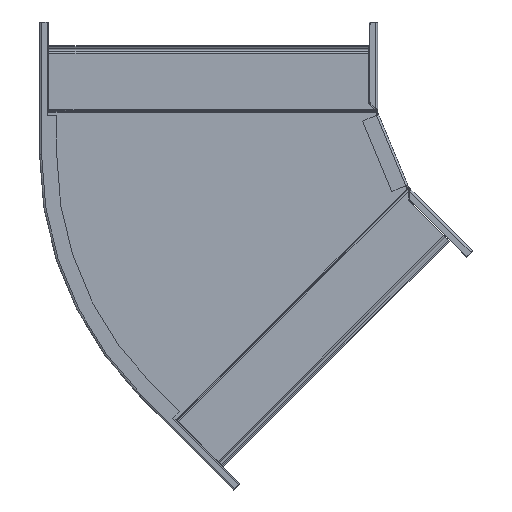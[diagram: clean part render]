
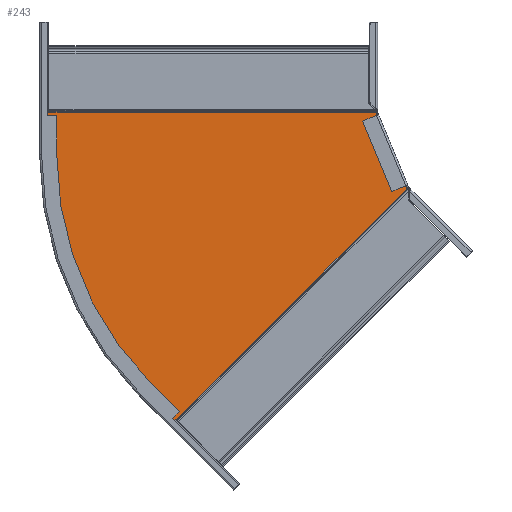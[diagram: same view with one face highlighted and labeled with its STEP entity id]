
A CAD part, front view. The second image highlights one B-rep face of the part: STEP entity #243.
In plain terms, the highlighted planar face has unit normal (0, -1, 0).
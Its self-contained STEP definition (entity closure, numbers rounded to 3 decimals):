
#3 = VERTEX_POINT ( 'NONE', #3059 ) ;
#39 = CIRCLE ( 'NONE', #5043, 298.25 ) ;
#53 = CARTESIAN_POINT ( 'NONE',  ( -188.593, -0.75, -235.16 ) ) ;
#61 = ORIENTED_EDGE ( 'NONE', *, *, #3254, .T. ) ;
#183 = VERTEX_POINT ( 'NONE', #1951 ) ;
#197 = LINE ( 'NONE', #941, #2964 ) ;
#243 = ADVANCED_FACE ( 'NONE', ( #5250 ), #3502, .T. ) ;
#309 = CARTESIAN_POINT ( 'NONE',  ( 18.183, -0.75, -29.339 ) ) ;
#331 = VERTEX_POINT ( 'NONE', #3927 ) ;
#349 = DIRECTION ( 'NONE',  ( 0., 0., -1. ) ) ;
#369 = CARTESIAN_POINT ( 'NONE',  ( -7.889, -0.75, -3.268 ) ) ;
#534 = DIRECTION ( 'NONE',  ( 0.707, 0., -0.707 ) ) ;
#896 = ORIENTED_EDGE ( 'NONE', *, *, #4604, .F. ) ;
#904 = CARTESIAN_POINT ( 'NONE',  ( -13.639, -0.75, 32.928 ) ) ;
#941 = CARTESIAN_POINT ( 'NONE',  ( 13.639, -0.75, -32.928 ) ) ;
#962 = LINE ( 'NONE', #4433, #3938 ) ;
#963 = CARTESIAN_POINT ( 'NONE',  ( -306.139, -0.75, 32.928 ) ) ;
#1159 = VERTEX_POINT ( 'NONE', #1772 ) ;
#1183 = ORIENTED_EDGE ( 'NONE', *, *, #1481, .T. ) ;
#1259 = VERTEX_POINT ( 'NONE', #1540 ) ;
#1266 = CARTESIAN_POINT ( 'NONE',  ( -306.139, -0.75, -3.268 ) ) ;
#1274 = CARTESIAN_POINT ( 'NONE',  ( -7.889, -0.75, -3.268 ) ) ;
#1281 = VECTOR ( 'NONE', #1627, 1000. ) ;
#1365 = EDGE_CURVE ( 'NONE', #3613, #1259, #3274, .T. ) ;
#1481 = EDGE_CURVE ( 'NONE', #1259, #5136, #5576, .T. ) ;
#1510 = EDGE_CURVE ( 'NONE', #331, #3613, #5146, .T. ) ;
#1540 = CARTESIAN_POINT ( 'NONE',  ( -299.639, -0.75, 32.928 ) ) ;
#1556 = ORIENTED_EDGE ( 'NONE', *, *, #1817, .F. ) ;
#1606 = LINE ( 'NONE', #5009, #5294 ) ;
#1627 = DIRECTION ( 'NONE',  ( -1., 0., 0. ) ) ;
#1629 = VERTEX_POINT ( 'NONE', #4444 ) ;
#1681 = DIRECTION ( 'NONE',  ( -0.707, 0., -0.707 ) ) ;
#1686 = CARTESIAN_POINT ( 'NONE',  ( -306.139, -0.75, 32.928 ) ) ;
#1704 = EDGE_CURVE ( 'NONE', #3834, #1159, #5571, .T. ) ;
#1724 = DIRECTION ( 'NONE',  ( 0., 0., 1. ) ) ;
#1756 = VECTOR ( 'NONE', #1724, 1000. ) ;
#1772 = CARTESIAN_POINT ( 'NONE',  ( -193.19, -0.75, -239.756 ) ) ;
#1817 = EDGE_CURVE ( 'NONE', #331, #5175, #4799, .T. ) ;
#1934 = DIRECTION ( 'NONE',  ( -0.707, 0., 0.707 ) ) ;
#1951 = CARTESIAN_POINT ( 'NONE',  ( -218.784, -0.75, -214.162 ) ) ;
#1987 = ORIENTED_EDGE ( 'NONE', *, *, #3531, .F. ) ;
#2019 = VECTOR ( 'NONE', #4214, 1000. ) ;
#2031 = DIRECTION ( 'NONE',  ( 0., -1., 0. ) ) ;
#2036 = EDGE_CURVE ( 'NONE', #3, #3514, #5058, .T. ) ;
#2045 = DIRECTION ( 'NONE',  ( -0.707, 0., -0.707 ) ) ;
#2052 = CARTESIAN_POINT ( 'NONE',  ( -7.889, -0.75, 33.603 ) ) ;
#2122 = LINE ( 'NONE', #1266, #1756 ) ;
#2230 = ORIENTED_EDGE ( 'NONE', *, *, #3085, .F. ) ;
#2237 = ORIENTED_EDGE ( 'NONE', *, *, #1704, .F. ) ;
#2449 = LINE ( 'NONE', #3326, #4118 ) ;
#2925 = VECTOR ( 'NONE', #2045, 1000. ) ;
#2964 = VECTOR ( 'NONE', #1934, 1000. ) ;
#3006 = EDGE_CURVE ( 'NONE', #5175, #4887, #2449, .T. ) ;
#3020 = DIRECTION ( 'NONE',  ( 0., 1., 0. ) ) ;
#3059 = CARTESIAN_POINT ( 'NONE',  ( 14.117, -0.75, -33.405 ) ) ;
#3085 = EDGE_CURVE ( 'NONE', #1629, #5136, #2122, .T. ) ;
#3254 = EDGE_CURVE ( 'NONE', #183, #1159, #962, .T. ) ;
#3274 = LINE ( 'NONE', #3688, #3561 ) ;
#3326 = CARTESIAN_POINT ( 'NONE',  ( -8.802, -0.75, 21.249 ) ) ;
#3367 = ORIENTED_EDGE ( 'NONE', *, *, #1510, .T. ) ;
#3379 = AXIS2_PLACEMENT_3D ( 'NONE', #1274, #2031, #3898 ) ;
#3502 = PLANE ( 'NONE',  #3379 ) ;
#3514 = VERTEX_POINT ( 'NONE', #4481 ) ;
#3531 = EDGE_CURVE ( 'NONE', #3514, #3834, #1606, .T. ) ;
#3561 = VECTOR ( 'NONE', #5008, 1000. ) ;
#3613 = VERTEX_POINT ( 'NONE', #4592 ) ;
#3688 = CARTESIAN_POINT ( 'NONE',  ( -299.639, -0.75, 85.428 ) ) ;
#3834 = VERTEX_POINT ( 'NONE', #53 ) ;
#3898 = DIRECTION ( 'NONE',  ( 0., 0., -1. ) ) ;
#3927 = CARTESIAN_POINT ( 'NONE',  ( -13.639, -0.75, 33.603 ) ) ;
#3938 = VECTOR ( 'NONE', #534, 1000. ) ;
#4117 = CARTESIAN_POINT ( 'NONE',  ( -13.639, -0.75, 32.928 ) ) ;
#4118 = VECTOR ( 'NONE', #5059, 1000. ) ;
#4214 = DIRECTION ( 'NONE',  ( -1., 0., 0. ) ) ;
#4241 = CARTESIAN_POINT ( 'NONE',  ( -193.19, -0.75, -239.756 ) ) ;
#4433 = CARTESIAN_POINT ( 'NONE',  ( -218.784, -0.75, -214.162 ) ) ;
#4439 = DIRECTION ( 'NONE',  ( 0., 0., -1. ) ) ;
#4444 = CARTESIAN_POINT ( 'NONE',  ( -306.139, -0.75, -3.268 ) ) ;
#4481 = CARTESIAN_POINT ( 'NONE',  ( -188.116, -0.75, -235.638 ) ) ;
#4592 = CARTESIAN_POINT ( 'NONE',  ( -299.639, -0.75, 33.603 ) ) ;
#4598 = ORIENTED_EDGE ( 'NONE', *, *, #5371, .T. ) ;
#4604 = EDGE_CURVE ( 'NONE', #183, #1629, #39, .T. ) ;
#4783 = ORIENTED_EDGE ( 'NONE', *, *, #3006, .F. ) ;
#4799 = LINE ( 'NONE', #904, #5467 ) ;
#4887 = VERTEX_POINT ( 'NONE', #5400 ) ;
#4900 = EDGE_LOOP ( 'NONE', ( #1556, #3367, #5613, #1183, #2230, #896, #61, #2237, #1987, #5592, #4598, #4783 ) ) ;
#5008 = DIRECTION ( 'NONE',  ( 0., 0., -1. ) ) ;
#5009 = CARTESIAN_POINT ( 'NONE',  ( -151.47, -0.75, -272.283 ) ) ;
#5042 = DIRECTION ( 'NONE',  ( -0.707, 0., 0.707 ) ) ;
#5043 = AXIS2_PLACEMENT_3D ( 'NONE', #369, #3020, #349 ) ;
#5058 = LINE ( 'NONE', #309, #2925 ) ;
#5059 = DIRECTION ( 'NONE',  ( 0.383, 0., -0.924 ) ) ;
#5096 = VECTOR ( 'NONE', #1681, 1000. ) ;
#5136 = VERTEX_POINT ( 'NONE', #963 ) ;
#5146 = LINE ( 'NONE', #2052, #1281 ) ;
#5175 = VERTEX_POINT ( 'NONE', #4117 ) ;
#5250 = FACE_OUTER_BOUND ( 'NONE', #4900, .T. ) ;
#5294 = VECTOR ( 'NONE', #5042, 1000. ) ;
#5371 = EDGE_CURVE ( 'NONE', #3, #4887, #197, .T. ) ;
#5400 = CARTESIAN_POINT ( 'NONE',  ( 13.639, -0.75, -32.928 ) ) ;
#5467 = VECTOR ( 'NONE', #4439, 1000. ) ;
#5571 = LINE ( 'NONE', #4241, #5096 ) ;
#5576 = LINE ( 'NONE', #1686, #2019 ) ;
#5592 = ORIENTED_EDGE ( 'NONE', *, *, #2036, .F. ) ;
#5613 = ORIENTED_EDGE ( 'NONE', *, *, #1365, .T. ) ;
